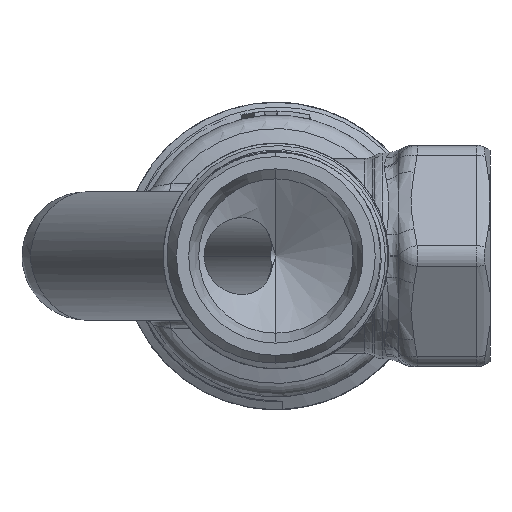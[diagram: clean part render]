
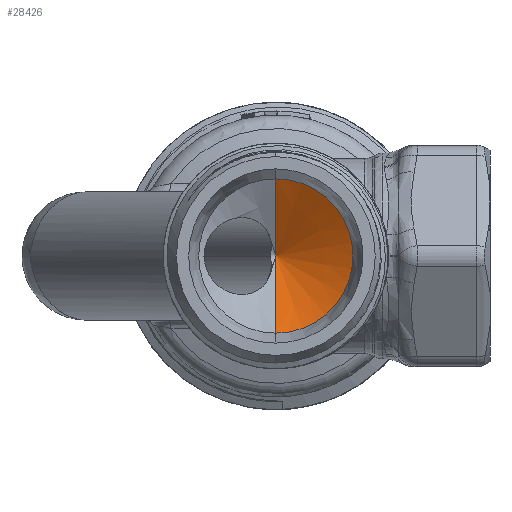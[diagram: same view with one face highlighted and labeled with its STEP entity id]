
A CAD part, front view. The second image highlights one B-rep face of the part: STEP entity #28426.
In plain terms, the highlighted conical face has half-angle 60 degrees and reference radius 3.839 mm.
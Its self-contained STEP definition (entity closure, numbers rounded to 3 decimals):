
#7277=DIRECTION('',(0.,-0.5,0.866));
#7278=VECTOR('',#7277,8.692);
#7279=CARTESIAN_POINT('',(0.,-13.054,0.));
#7280=LINE('',#7279,#7278);
#7281=DIRECTION('',(0.,-0.5,-0.866));
#7282=VECTOR('',#7281,8.692);
#7283=CARTESIAN_POINT('',(0.,-13.054,0.));
#7284=LINE('',#7283,#7282);
#8515=CARTESIAN_POINT('',(0.,-17.4,0.));
#8516=DIRECTION('',(0.,-1.,0.));
#8517=DIRECTION('',(0.,0.,-1.));
#8518=AXIS2_PLACEMENT_3D('',#8515,#8516,#8517);
#16091=CARTESIAN_POINT('',(0.,-13.054,0.));
#16092=CARTESIAN_POINT('',(0.,-17.4,-7.528));
#16093=VERTEX_POINT('',#16091);
#16094=VERTEX_POINT('',#16092);
#16095=CARTESIAN_POINT('',(0.,-17.4,7.527));
#16096=VERTEX_POINT('',#16095);
#28416=CARTESIAN_POINT('',(0.,-15.27,0.));
#28417=DIRECTION('',(0.,-1.,0.));
#28418=DIRECTION('',(0.,0.,-1.));
#28419=AXIS2_PLACEMENT_3D('',#28416,#28417,#28418);
#28420=CONICAL_SURFACE('',#28419,3.839,60.);
#28421=ORIENTED_EDGE('',*,*,#28410,.F.);
#28422=ORIENTED_EDGE('',*,*,#27241,.F.);
#28423=ORIENTED_EDGE('',*,*,#27239,.T.);
#28424=EDGE_LOOP('',(#28421,#28422,#28423));
#28425=FACE_OUTER_BOUND('',#28424,.F.);
#28426=ADVANCED_FACE('',(#28425),#28420,.F.);
#8519=CIRCLE('',#8518,7.528);
#27239=EDGE_CURVE('',#16093,#16096,#7280,.T.);
#27241=EDGE_CURVE('',#16093,#16094,#7284,.T.);
#28410=EDGE_CURVE('',#16094,#16096,#8519,.T.);
